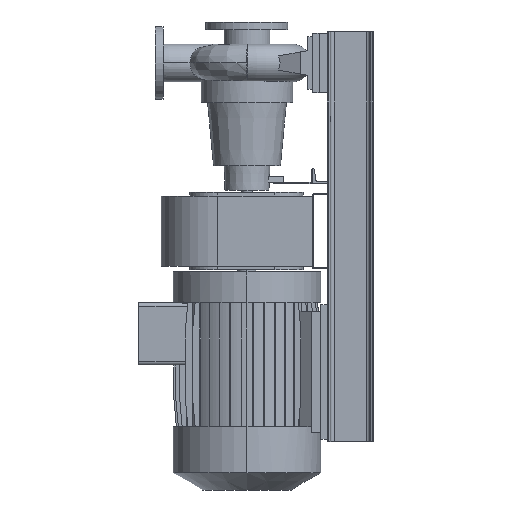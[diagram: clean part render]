
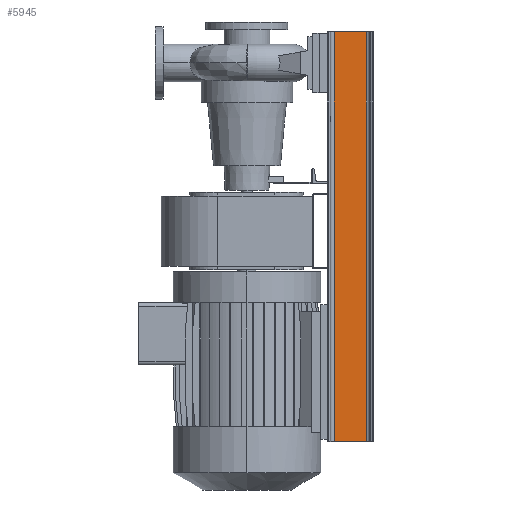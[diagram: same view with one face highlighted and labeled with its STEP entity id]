
A CAD part, left-side view. The second image highlights one B-rep face of the part: STEP entity #5945.
In plain terms, the highlighted face is planar.
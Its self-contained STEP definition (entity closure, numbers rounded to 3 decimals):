
#750 = DIRECTION ( 'NONE',  ( 1., 0., 0. ) ) ;
#1379 = CARTESIAN_POINT ( 'NONE',  ( 625., 21.078, -187. ) ) ;
#1700 = ORIENTED_EDGE ( 'NONE', *, *, #13583, .F. ) ;
#1948 = EDGE_LOOP ( 'NONE', ( #5683, #17328, #1700, #2378 ) ) ;
#2241 = LINE ( 'NONE', #15410, #15510 ) ;
#2313 = VERTEX_POINT ( 'NONE', #1379 ) ;
#2378 = ORIENTED_EDGE ( 'NONE', *, *, #7861, .T. ) ;
#2523 = VECTOR ( 'NONE', #14143, 1000. ) ;
#2546 = DIRECTION ( 'NONE',  ( 0., 0., 1. ) ) ;
#4352 = CARTESIAN_POINT ( 'NONE',  ( 625., 118.922, -187. ) ) ;
#5683 = ORIENTED_EDGE ( 'NONE', *, *, #8393, .T. ) ;
#5945 = ADVANCED_FACE ( 'NONE', ( #7952 ), #6153, .F. ) ;
#6153 = PLANE ( 'NONE',  #9079 ) ;
#7861 = EDGE_CURVE ( 'NONE', #2313, #15527, #10382, .T. ) ;
#7952 = FACE_OUTER_BOUND ( 'NONE', #1948, .T. ) ;
#8021 = CARTESIAN_POINT ( 'NONE',  ( 625., 21.078, -187. ) ) ;
#8393 = EDGE_CURVE ( 'NONE', #15527, #17968, #14391, .T. ) ;
#9037 = CARTESIAN_POINT ( 'NONE',  ( 625., 118.922, -187. ) ) ;
#9079 = AXIS2_PLACEMENT_3D ( 'NONE', #4352, #2546, #750 ) ;
#9129 = DIRECTION ( 'NONE',  ( 0., 1., 0. ) ) ;
#10382 = LINE ( 'NONE', #8021, #17550 ) ;
#12013 = CARTESIAN_POINT ( 'NONE',  ( -625., 118.922, -187. ) ) ;
#12534 = EDGE_CURVE ( 'NONE', #16446, #17968, #2241, .T. ) ;
#13583 = EDGE_CURVE ( 'NONE', #2313, #16446, #23359, .T. ) ;
#14143 = DIRECTION ( 'NONE',  ( 0., 1., 0. ) ) ;
#14391 = LINE ( 'NONE', #18225, #15298 ) ;
#15298 = VECTOR ( 'NONE', #9129, 1000. ) ;
#15410 = CARTESIAN_POINT ( 'NONE',  ( 625., 118.922, -187. ) ) ;
#15510 = VECTOR ( 'NONE', #18998, 1000. ) ;
#15527 = VERTEX_POINT ( 'NONE', #17447 ) ;
#16446 = VERTEX_POINT ( 'NONE', #9037 ) ;
#17328 = ORIENTED_EDGE ( 'NONE', *, *, #12534, .F. ) ;
#17447 = CARTESIAN_POINT ( 'NONE',  ( -625., 21.078, -187. ) ) ;
#17550 = VECTOR ( 'NONE', #20820, 1000. ) ;
#17968 = VERTEX_POINT ( 'NONE', #12013 ) ;
#18225 = CARTESIAN_POINT ( 'NONE',  ( -625., 118.922, -187. ) ) ;
#18998 = DIRECTION ( 'NONE',  ( -1., 0., 0. ) ) ;
#20820 = DIRECTION ( 'NONE',  ( -1., 0., 0. ) ) ;
#21668 = CARTESIAN_POINT ( 'NONE',  ( 625., 118.922, -187. ) ) ;
#23359 = LINE ( 'NONE', #21668, #2523 ) ;
